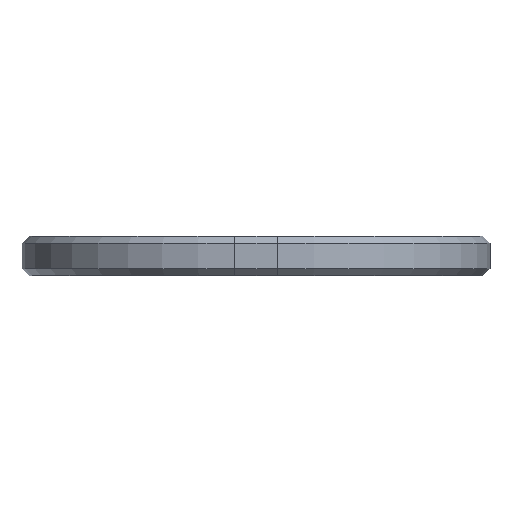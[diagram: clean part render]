
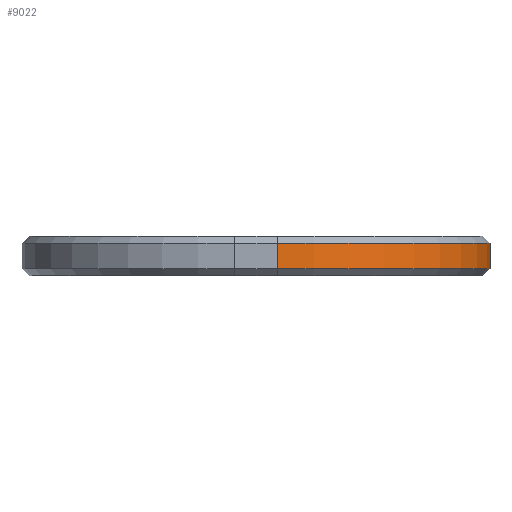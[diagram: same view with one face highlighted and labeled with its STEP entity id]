
A CAD part, left-side view. The second image highlights one B-rep face of the part: STEP entity #9022.
In plain terms, the highlighted cylindrical face has radius 15 mm (diameter 30 mm), a partial arc.
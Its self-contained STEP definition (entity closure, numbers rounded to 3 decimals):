
#18=CYLINDRICAL_SURFACE('',#9382,15.);
#41=CIRCLE('',#9364,15.);
#49=CIRCLE('',#9383,15.);
#621=LINE('',#21142,#1269);
#623=LINE('',#21146,#1271);
#1269=VECTOR('',#10379,10.);
#1271=VECTOR('',#10383,10.);
#2025=FACE_OUTER_BOUND('',#2616,.T.);
#2616=EDGE_LOOP('',(#7649,#7650,#7651,#7652));
#4190=VERTEX_POINT('',#21083);
#4193=VERTEX_POINT('',#21088);
#4209=VERTEX_POINT('',#21141);
#4210=VERTEX_POINT('',#21145);
#5405=EDGE_CURVE('',#4193,#4190,#41,.T.);
#5431=EDGE_CURVE('',#4209,#4190,#621,.T.);
#5433=EDGE_CURVE('',#4193,#4210,#623,.T.);
#5434=EDGE_CURVE('',#4209,#4210,#49,.T.);
#7649=ORIENTED_EDGE('',*,*,#5405,.F.);
#7650=ORIENTED_EDGE('',*,*,#5433,.T.);
#7651=ORIENTED_EDGE('',*,*,#5434,.F.);
#7652=ORIENTED_EDGE('',*,*,#5431,.T.);
#9022=ADVANCED_FACE('',(#2025),#18,.T.);
#9364=AXIS2_PLACEMENT_3D('',#21090,#10325,#10326);
#9382=AXIS2_PLACEMENT_3D('',#21144,#10381,#10382);
#9383=AXIS2_PLACEMENT_3D('',#21147,#10384,#10385);
#10325=DIRECTION('center_axis',(0.,0.,1.));
#10326=DIRECTION('ref_axis',(-0.707,-0.707,0.));
#10379=DIRECTION('',(0.,0.,1.));
#10381=DIRECTION('center_axis',(0.,0.,1.));
#10382=DIRECTION('ref_axis',(-0.707,-0.707,0.));
#10383=DIRECTION('',(0.,0.,-1.));
#10384=DIRECTION('center_axis',(0.,0.,-1.));
#10385=DIRECTION('ref_axis',(-0.707,-0.707,0.));
#21083=CARTESIAN_POINT('',(15.,-33.,2.3));
#21088=CARTESIAN_POINT('',(0.,-18.,2.3));
#21090=CARTESIAN_POINT('Origin',(15.,-18.,2.3));
#21141=CARTESIAN_POINT('',(15.,-33.,0.5));
#21142=CARTESIAN_POINT('',(15.,-33.,0.));
#21144=CARTESIAN_POINT('Origin',(15.,-18.,0.));
#21145=CARTESIAN_POINT('',(0.,-18.,0.5));
#21146=CARTESIAN_POINT('',(0.,-18.,0.));
#21147=CARTESIAN_POINT('Origin',(15.,-18.,0.5));
